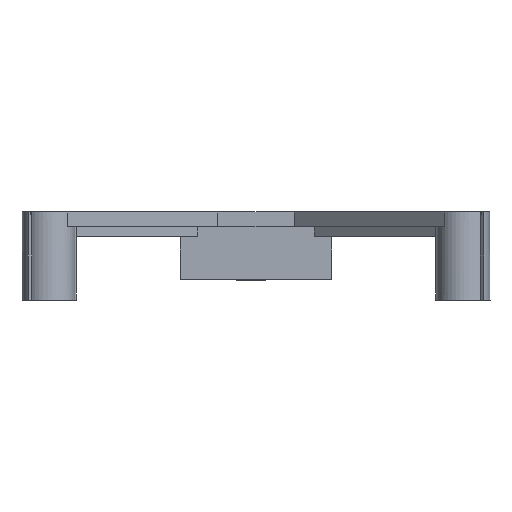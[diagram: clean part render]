
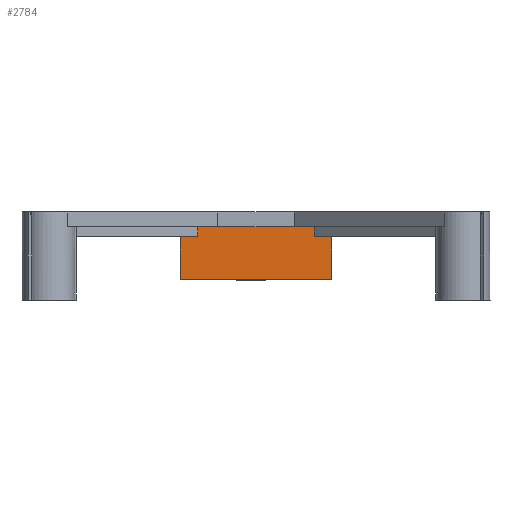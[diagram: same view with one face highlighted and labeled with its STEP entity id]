
A CAD part, left-side view. The second image highlights one B-rep face of the part: STEP entity #2784.
In plain terms, the highlighted planar face has unit normal (-1, 0, 0).
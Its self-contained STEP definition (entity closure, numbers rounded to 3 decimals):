
#92=PLANE('',#2989);
#202=FACE_OUTER_BOUND('',#363,.T.);
#363=EDGE_LOOP('',(#2118,#2119,#2120,#2121));
#498=LINE('',#4071,#779);
#576=LINE('',#4308,#857);
#583=LINE('',#4320,#864);
#584=LINE('',#4322,#865);
#779=VECTOR('',#3249,10.);
#857=VECTOR('',#3451,10.);
#864=VECTOR('',#3464,10.);
#865=VECTOR('',#3467,10.);
#1185=VERTEX_POINT('',#4068);
#1186=VERTEX_POINT('',#4070);
#1270=VERTEX_POINT('',#4305);
#1271=VERTEX_POINT('',#4307);
#1474=EDGE_CURVE('',#1185,#1186,#498,.T.);
#1589=EDGE_CURVE('',#1270,#1271,#576,.T.);
#1596=EDGE_CURVE('',#1270,#1186,#583,.T.);
#1597=EDGE_CURVE('',#1271,#1185,#584,.T.);
#2118=ORIENTED_EDGE('',*,*,#1589,.F.);
#2119=ORIENTED_EDGE('',*,*,#1596,.T.);
#2120=ORIENTED_EDGE('',*,*,#1474,.F.);
#2121=ORIENTED_EDGE('',*,*,#1597,.F.);
#2784=ADVANCED_FACE('',(#202),#92,.T.);
#2989=AXIS2_PLACEMENT_3D('',#4321,#3465,#3466);
#3249=DIRECTION('',(0.,1.,0.));
#3451=DIRECTION('',(0.,-1.,0.));
#3464=DIRECTION('',(0.,0.,-1.));
#3465=DIRECTION('center_axis',(-1.,0.,0.));
#3466=DIRECTION('ref_axis',(0.,1.,0.));
#3467=DIRECTION('',(0.,0.,-1.));
#4068=CARTESIAN_POINT('',(-13.3,-15.51,-10.8));
#4070=CARTESIAN_POINT('',(-13.3,15.51,-10.8));
#4071=CARTESIAN_POINT('',(-13.3,-7.755,-10.8));
#4305=CARTESIAN_POINT('',(-13.3,15.51,0.));
#4307=CARTESIAN_POINT('',(-13.3,-15.51,0.));
#4308=CARTESIAN_POINT('',(-13.3,-7.755,0.));
#4320=CARTESIAN_POINT('',(-13.3,15.51,0.));
#4321=CARTESIAN_POINT('Origin',(-13.3,-15.51,0.));
#4322=CARTESIAN_POINT('',(-13.3,-15.51,0.));
